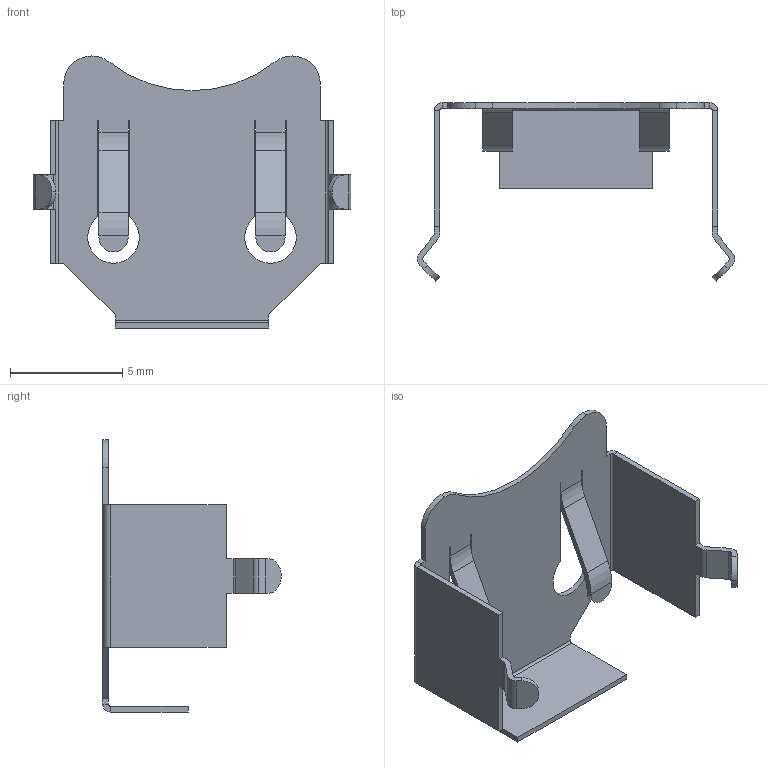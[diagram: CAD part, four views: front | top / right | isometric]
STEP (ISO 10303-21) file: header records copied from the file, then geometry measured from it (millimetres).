
FILE_DESCRIPTION (( 'STEP AP214' ), '1' );
FILE_NAME ('BK-5091.STEP', '2019-12-30T07:14:35', ( '' ), ( '' ), 'SwSTEP 2.0', 'SolidWorks 2017', '' );
FILE_SCHEMA (( 'AUTOMOTIVE_DESIGN' ));
Length unit declared in the file: millimetre
Products named in the file (1): BK-5091
Bounding box: 14.16 x 7.96 x 12.14 mm (x, y, z)
Volume: 55.8 mm3; surface area: 481.2 mm2
Topology: 1 solids, 1 shells, 122 faces, 304 edges, 184 vertices
Faces by surface type: plane 83, cylinder 39
Entity records: 3600 total; most frequent: DIRECTION 628, CARTESIAN_POINT 611, ORIENTED_EDGE 608, EDGE_CURVE 304, LINE 226, VECTOR 226, AXIS2_PLACEMENT_3D 201, VERTEX_POINT 184
